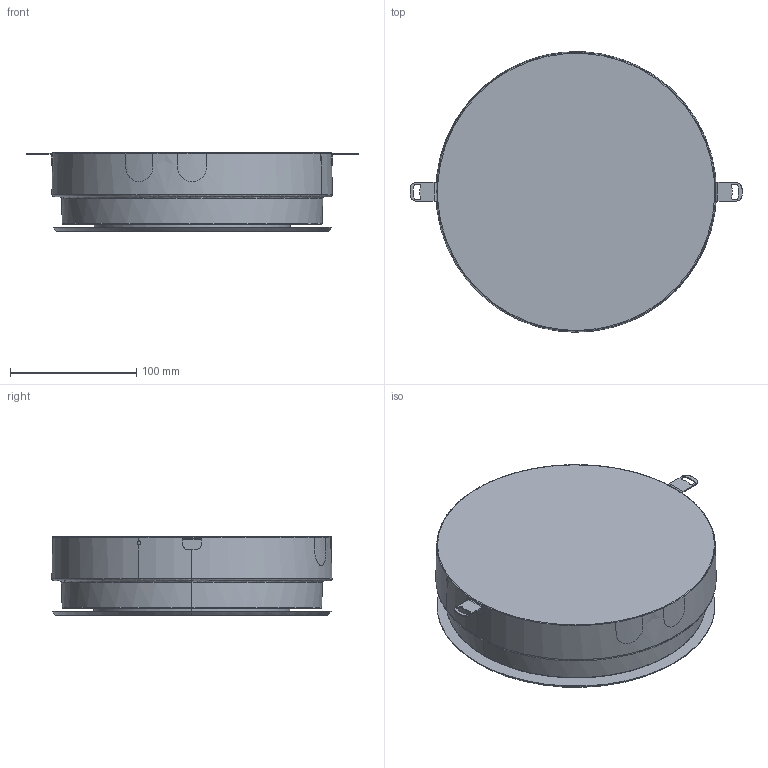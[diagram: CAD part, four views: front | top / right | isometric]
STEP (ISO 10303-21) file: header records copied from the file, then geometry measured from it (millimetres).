
FILE_DESCRIPTION(/* description */ (''),/* implementation_level */ '2;1');
FILE_NAME(/* name */ 'T4001400_EGO 220 WO ACCIAIO TONDO',/* time_stamp */ '2018-02-06T15:38:12+01:00',/* author */ (''),/* organization */ (''),/* preprocessor_version */ 'ST-DEVELOPER v15',/* originating_system */ '',/* authorisation */ '');
FILE_SCHEMA (('CONFIG_CONTROL_DESIGN'));
Length unit declared in the file: millimetre
Products named in the file (1): Document
Bounding box: 262.55 x 221.76 x 62.3 mm (x, y, z)
Volume: 220288.4 mm3; surface area: 248607.4 mm2
Topology: 7 solids, 9 shells, 186 faces, 506 edges, 329 vertices
Faces by surface type: bspline 116, plane 70
Entity records: 7695 total; most frequent: CARTESIAN_POINT 4652, ORIENTED_EDGE 988, EDGE_CURVE 504, VERTEX_POINT 329, B_SPLINE_CURVE_WITH_KNOTS 273, EDGE_LOOP 220, ADVANCED_FACE 186, FACE_OUTER_BOUND 186
